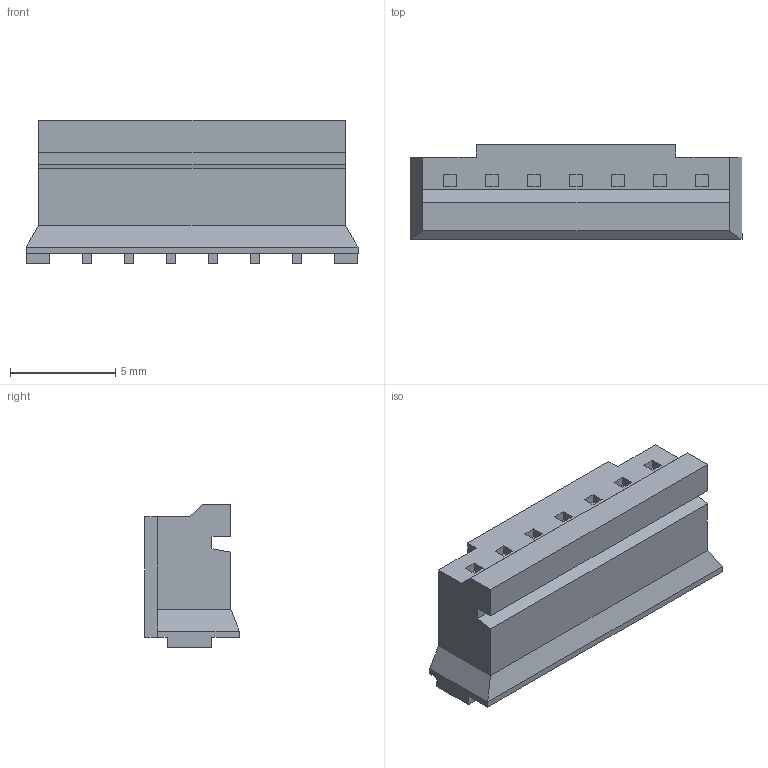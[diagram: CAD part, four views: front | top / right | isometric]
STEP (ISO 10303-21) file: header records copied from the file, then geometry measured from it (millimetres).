
FILE_DESCRIPTION (( 'STEP AP214' ), '1' );
FILE_NAME ('PHR-7.STEP', '2012-07-03T09:23:00', ( ' ' ), ( ' ' ), 'SwSTEP 2.0', 'SolidWorks 2005235', '' );
FILE_SCHEMA (( 'AUTOMOTIVE_DESIGN' ));
Length unit declared in the file: millimetre
Products named in the file (1): PHR-7
Bounding box: 15.8 x 4.5 x 6.85 mm (x, y, z)
Volume: 340.2 mm3; surface area: 421.3 mm2
Topology: 1 solids, 1 shells, 117 faces, 292 edges, 184 vertices
Faces by surface type: plane 117
Entity records: 3393 total; most frequent: CARTESIAN_POINT 594, ORIENTED_EDGE 584, DIRECTION 528, EDGE_CURVE 292, VECTOR 292, LINE 292, VERTEX_POINT 184, EDGE_LOOP 124
